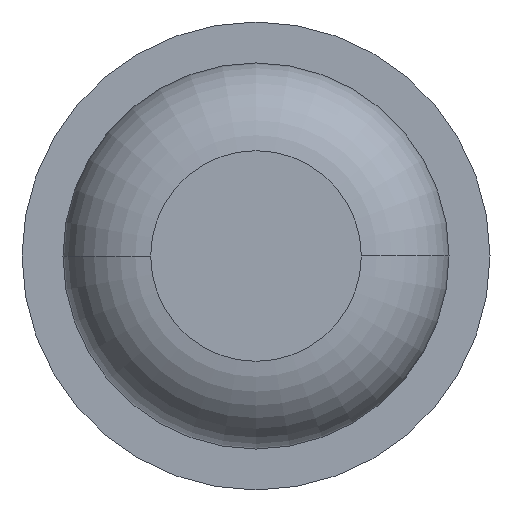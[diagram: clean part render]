
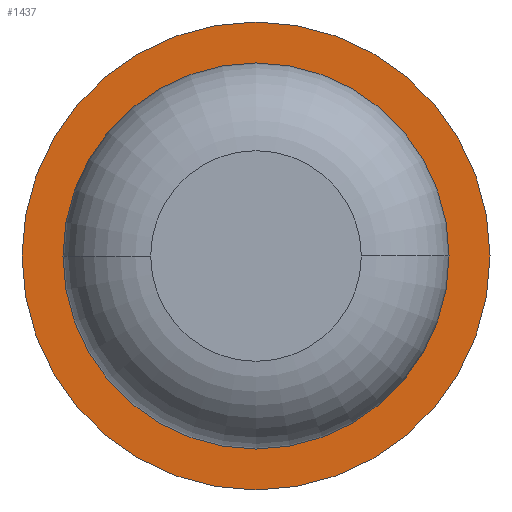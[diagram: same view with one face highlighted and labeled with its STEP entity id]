
A CAD part, front view. The second image highlights one B-rep face of the part: STEP entity #1437.
In plain terms, the highlighted planar face has unit normal (0, -1, 0).
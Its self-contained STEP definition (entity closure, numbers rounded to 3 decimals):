
#105 = ORIENTED_EDGE ( 'NONE', *, *, #106, .T. ) ;
#106 = EDGE_CURVE ( 'Defeature ausgef�hrt1_5+Defeature ausgef�hrt1_0+Defeature ausgef�hrt1_0+Defeature ausgef�hrt1_0', #1953, #751, #1376, .T. ) ;
#117 = CIRCLE ( 'NONE', #1724, 1. ) ;
#173 = DIRECTION ( 'NONE',  ( -1., 0., 0. ) ) ;
#195 = AXIS2_PLACEMENT_3D ( 'NONE', #1249, #2299, #526 ) ;
#269 = DIRECTION ( 'NONE',  ( -1., 0., 0. ) ) ;
#277 = DIRECTION ( 'NONE',  ( 0., 1., 0. ) ) ;
#370 = EDGE_CURVE ( 'Defeature ausgef�hrt1_5+Defeature ausgef�hrt1_0+Defeature ausgef�hrt1_0+Defeature ausgef�hrt1_0', #751, #1953, #3029, .T. ) ;
#526 = DIRECTION ( 'NONE',  ( -1., 0., 0. ) ) ;
#651 = CARTESIAN_POINT ( 'NONE',  ( 0., -6., 0. ) ) ;
#673 = CARTESIAN_POINT ( 'NONE',  ( 0., -6., 0. ) ) ;
#751 = VERTEX_POINT ( 'NONE', #3130 ) ;
#928 = EDGE_CURVE ( 'Defeature ausgef�hrt1_6+Defeature ausgef�hrt1_5+Defeature ausgef�hrt1_5+Defeature ausgef�hrt1_5', #3225, #3254, #1436, .T. ) ;
#1143 = CARTESIAN_POINT ( 'NONE',  ( -0.825, -6., 0. ) ) ;
#1249 = CARTESIAN_POINT ( 'NONE',  ( 0.825, -6., 0. ) ) ;
#1349 = CARTESIAN_POINT ( 'NONE',  ( 0., -6., 0. ) ) ;
#1362 = DIRECTION ( 'NONE',  ( 0., 1., 0. ) ) ;
#1376 = CIRCLE ( 'NONE', #1560, 0.825 ) ;
#1436 = CIRCLE ( 'NONE', #1871, 1. ) ;
#1437 = ADVANCED_FACE ( 'Defeature ausgef�hrt1_5', ( #1913, #1912 ), #2741, .F. ) ;
#1456 = DIRECTION ( 'NONE',  ( 0., 1., 0. ) ) ;
#1551 = CARTESIAN_POINT ( 'NONE',  ( 0., -6., 0. ) ) ;
#1560 = AXIS2_PLACEMENT_3D ( 'NONE', #673, #2490, #1713 ) ;
#1713 = DIRECTION ( 'NONE',  ( -1., 0., 0. ) ) ;
#1724 = AXIS2_PLACEMENT_3D ( 'NONE', #1349, #1362, #2378 ) ;
#1793 = ORIENTED_EDGE ( 'NONE', *, *, #370, .T. ) ;
#1797 = EDGE_CURVE ( 'Defeature ausgef�hrt1_6+Defeature ausgef�hrt1_5+Defeature ausgef�hrt1_5+Defeature ausgef�hrt1_5', #3254, #3225, #117, .T. ) ;
#1871 = AXIS2_PLACEMENT_3D ( 'NONE', #651, #1456, #173 ) ;
#1912 = FACE_BOUND ( 'NONE', #2860, .T. ) ;
#1913 = FACE_OUTER_BOUND ( 'NONE', #2955, .T. ) ;
#1953 = VERTEX_POINT ( 'NONE', #1143 ) ;
#2071 = CARTESIAN_POINT ( 'NONE',  ( -1., -6., 0. ) ) ;
#2299 = DIRECTION ( 'NONE',  ( 0., 1., 0. ) ) ;
#2378 = DIRECTION ( 'NONE',  ( -1., 0., 0. ) ) ;
#2457 = AXIS2_PLACEMENT_3D ( 'NONE', #1551, #277, #269 ) ;
#2490 = DIRECTION ( 'NONE',  ( 0., 1., 0. ) ) ;
#2587 = CARTESIAN_POINT ( 'NONE',  ( 1., -6., 0. ) ) ;
#2741 = PLANE ( 'NONE',  #195 ) ;
#2860 = EDGE_LOOP ( 'NONE', ( #105, #1793 ) ) ;
#2955 = EDGE_LOOP ( 'NONE', ( #2964, #2962 ) ) ;
#2962 = ORIENTED_EDGE ( 'NONE', *, *, #1797, .F. ) ;
#2964 = ORIENTED_EDGE ( 'NONE', *, *, #928, .F. ) ;
#3029 = CIRCLE ( 'NONE', #2457, 0.825 ) ;
#3130 = CARTESIAN_POINT ( 'NONE',  ( 0.825, -6., 0. ) ) ;
#3225 = VERTEX_POINT ( 'NONE', #2071 ) ;
#3254 = VERTEX_POINT ( 'NONE', #2587 ) ;
